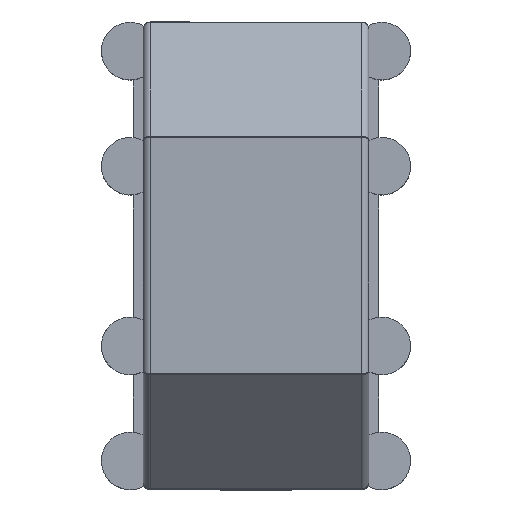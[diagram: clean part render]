
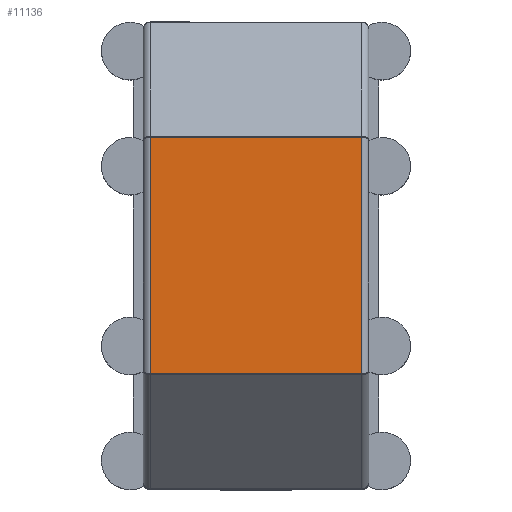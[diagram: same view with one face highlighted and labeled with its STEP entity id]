
A CAD part, top view. The second image highlights one B-rep face of the part: STEP entity #11136.
In plain terms, the highlighted planar face has unit normal (0, 0, 1).
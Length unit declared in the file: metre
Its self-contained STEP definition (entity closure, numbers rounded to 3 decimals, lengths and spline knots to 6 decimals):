
#409=LINE('',#19409,#1041);
#416=LINE('',#19537,#1048);
#441=LINE('',#19664,#1073);
#442=LINE('',#19666,#1074);
#1041=VECTOR('',#13260,1.);
#1048=VECTOR('',#13281,1.);
#1073=VECTOR('',#13346,1.);
#1074=VECTOR('',#13349,1.);
#1448=PLANE('',#11795);
#2797=ORIENTED_EDGE('',*,*,#4335,.T.);
#2798=ORIENTED_EDGE('',*,*,#4283,.T.);
#2799=ORIENTED_EDGE('',*,*,#4336,.F.);
#2800=ORIENTED_EDGE('',*,*,#4300,.F.);
#4283=EDGE_CURVE('',#5116,#5115,#409,.T.);
#4300=EDGE_CURVE('',#5126,#5127,#416,.T.);
#4335=EDGE_CURVE('',#5126,#5116,#441,.T.);
#4336=EDGE_CURVE('',#5127,#5115,#442,.T.);
#5115=VERTEX_POINT('',#19400);
#5116=VERTEX_POINT('',#19410);
#5126=VERTEX_POINT('',#19528);
#5127=VERTEX_POINT('',#19538);
#6076=EDGE_LOOP('',(#2797,#2798,#2799,#2800));
#6852=FACE_BOUND('',#6076,.T.);
#11136=ADVANCED_FACE('',(#6852),#1448,.F.);
#11795=AXIS2_PLACEMENT_3D('',#19665,#13347,#13348);
#13260=DIRECTION('',(-1.,0.,0.));
#13281=DIRECTION('',(-1.,0.,0.));
#13346=DIRECTION('',(0.,1.,0.));
#13347=DIRECTION('',(0.,0.,-1.));
#13348=DIRECTION('',(-1.,0.,0.));
#13349=DIRECTION('',(0.,1.,0.));
#19400=CARTESIAN_POINT('',(-0.008209,0.00735,0.032));
#19409=CARTESIAN_POINT('',(0.008209,0.00735,0.032));
#19410=CARTESIAN_POINT('',(0.008209,0.00735,0.032));
#19528=CARTESIAN_POINT('',(0.008209,-0.00735,0.032));
#19537=CARTESIAN_POINT('',(0.008209,-0.00735,0.032));
#19538=CARTESIAN_POINT('',(-0.008209,-0.00735,0.032));
#19664=CARTESIAN_POINT('',(0.008209,-0.00785,0.032));
#19665=CARTESIAN_POINT('',(0.008209,-0.00785,0.032));
#19666=CARTESIAN_POINT('',(-0.008209,-0.00785,0.032));
